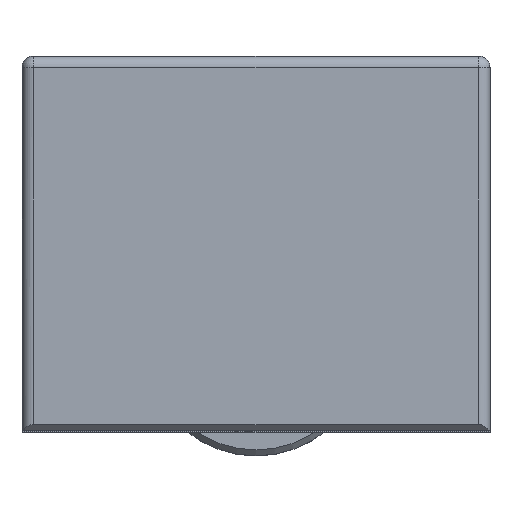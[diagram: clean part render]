
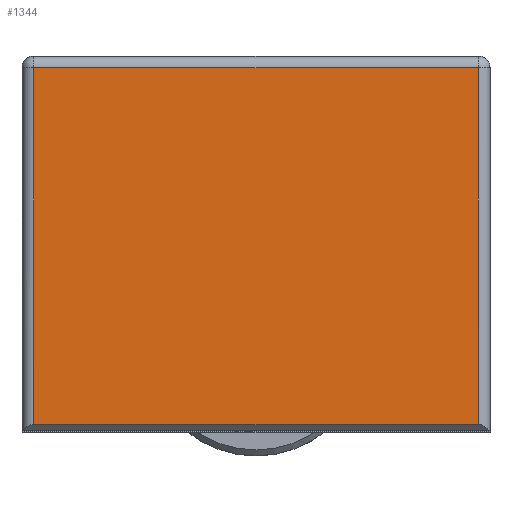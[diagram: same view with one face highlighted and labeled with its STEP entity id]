
A CAD part, top view. The second image highlights one B-rep face of the part: STEP entity #1344.
In plain terms, the highlighted planar face has unit normal (0, 0, 1).
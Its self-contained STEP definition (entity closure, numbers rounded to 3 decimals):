
#17 = VECTOR ( 'NONE', #1900, 1000. ) ;
#44 = EDGE_CURVE ( 'NONE', #517, #917, #1345, .T. ) ;
#96 = EDGE_CURVE ( 'NONE', #1495, #310, #1637, .T. ) ;
#164 = CARTESIAN_POINT ( 'NONE',  ( -19., 0.5, 42. ) ) ;
#310 = VERTEX_POINT ( 'NONE', #2061 ) ;
#412 = ORIENTED_EDGE ( 'NONE', *, *, #44, .T. ) ;
#517 = VERTEX_POINT ( 'NONE', #1210 ) ;
#856 = DIRECTION ( 'NONE',  ( -1., 0., 0. ) ) ;
#917 = VERTEX_POINT ( 'NONE', #164 ) ;
#1002 = VECTOR ( 'NONE', #2848, 1000. ) ;
#1044 = PLANE ( 'NONE',  #1937 ) ;
#1058 = ORIENTED_EDGE ( 'NONE', *, *, #3200, .F. ) ;
#1068 = DIRECTION ( 'NONE',  ( 0., 1., 0. ) ) ;
#1210 = CARTESIAN_POINT ( 'NONE',  ( -19., 31., 42. ) ) ;
#1238 = VECTOR ( 'NONE', #1741, 1000. ) ;
#1286 = DIRECTION ( 'NONE',  ( 0., 0., -1. ) ) ;
#1294 = CARTESIAN_POINT ( 'NONE',  ( 20., 32., 42. ) ) ;
#1344 = ADVANCED_FACE ( 'NONE', ( #3252 ), #1044, .F. ) ;
#1345 = LINE ( 'NONE', #2126, #17 ) ;
#1407 = EDGE_CURVE ( 'NONE', #310, #517, #1629, .T. ) ;
#1435 = LINE ( 'NONE', #2350, #1991 ) ;
#1495 = VERTEX_POINT ( 'NONE', #1577 ) ;
#1577 = CARTESIAN_POINT ( 'NONE',  ( 19., 0.5, 42. ) ) ;
#1629 = LINE ( 'NONE', #2823, #1002 ) ;
#1637 = LINE ( 'NONE', #2468, #1238 ) ;
#1741 = DIRECTION ( 'NONE',  ( 0., 1., 0. ) ) ;
#1855 = ORIENTED_EDGE ( 'NONE', *, *, #96, .T. ) ;
#1900 = DIRECTION ( 'NONE',  ( 0., -1., 0. ) ) ;
#1937 = AXIS2_PLACEMENT_3D ( 'NONE', #1294, #1286, #1068 ) ;
#1991 = VECTOR ( 'NONE', #856, 1000. ) ;
#2061 = CARTESIAN_POINT ( 'NONE',  ( 19., 31., 42. ) ) ;
#2126 = CARTESIAN_POINT ( 'NONE',  ( -19., 32., 42. ) ) ;
#2350 = CARTESIAN_POINT ( 'NONE',  ( 20., 0.5, 42. ) ) ;
#2468 = CARTESIAN_POINT ( 'NONE',  ( 19., 32., 42. ) ) ;
#2812 = EDGE_LOOP ( 'NONE', ( #2869, #412, #1058, #1855 ) ) ;
#2823 = CARTESIAN_POINT ( 'NONE',  ( 20., 31., 42. ) ) ;
#2848 = DIRECTION ( 'NONE',  ( -1., 0., 0. ) ) ;
#2869 = ORIENTED_EDGE ( 'NONE', *, *, #1407, .T. ) ;
#3200 = EDGE_CURVE ( 'NONE', #1495, #917, #1435, .T. ) ;
#3252 = FACE_OUTER_BOUND ( 'NONE', #2812, .T. ) ;
